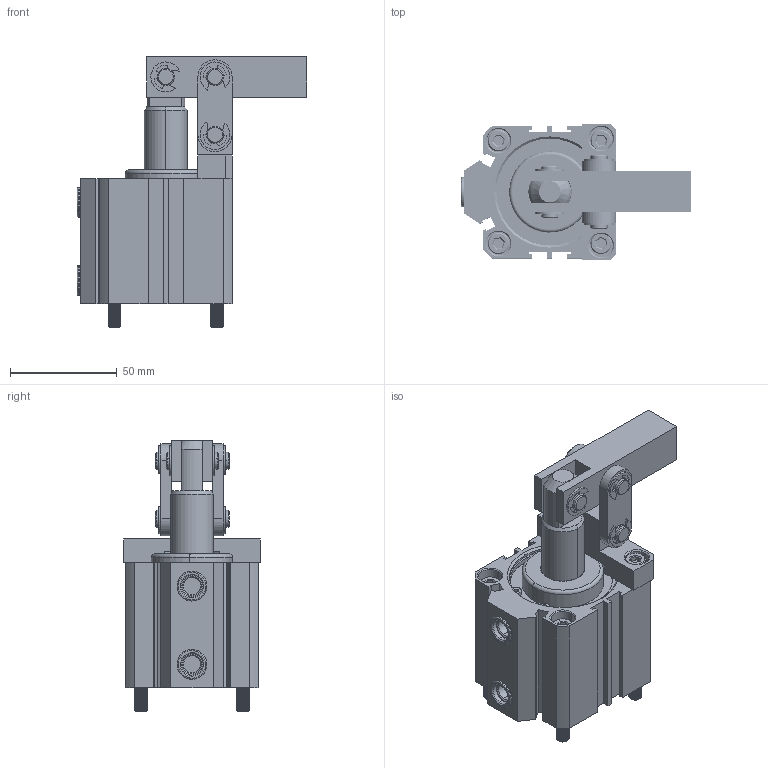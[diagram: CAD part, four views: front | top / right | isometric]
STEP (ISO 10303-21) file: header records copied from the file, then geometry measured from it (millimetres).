
FILE_DESCRIPTION (( 'STEP AP214' ), '1' );
FILE_NAME ('CALC-50杠杆空压缸三维图.STEP', '2019-04-14T06:36:21', ( '' ), ( '' ), 'SwSTEP 2.0', 'SolidWorks 2016', '' );
FILE_SCHEMA (( 'AUTOMOTIVE_DESIGN' ));
Length unit declared in the file: millimetre
Products named in the file (15): 2000; dyuan; 50HUOSAIｸﾋ001; 650003; lianggan; 65000301; YABI; ヶ裔50MS; 1x4黑芛MS50; changka; 縐11; cang; CALC-50杠杆空压缸三维图; 50掛极; 綴裔_1
Assembly tree (25 placements, depth 2):
  CALC-50杠杆空压缸三维图
    cang  x2
    縐11  x2
    changka  x6
    1x4黑芛MS50  x2
    ヶ裔50MS
    YABI
    65000301  x2
    lianggan  x2
    650003  x2
    50HUOSAIｸﾋ001
    dyuan
    2000
    綴裔_1
    50掛极
Bounding box: 107.5 x 64 x 126.6 mm (x, y, z)
Volume: 189199.3 mm3; surface area: 89448.7 mm2
Topology: 23 solids, 25 shells, 1103 faces, 2873 edges, 1865 vertices
Faces by surface type: cylinder 675, plane 279, cone 88, bspline 57, torus 4
Entity records: 43648 total; most frequent: CARTESIAN_POINT 27358, ORIENTED_EDGE 3554, DIRECTION 3007, EDGE_CURVE 1778, VERTEX_POINT 1149, AXIS2_PLACEMENT_3D 1107, LINE 793, VECTOR 793
